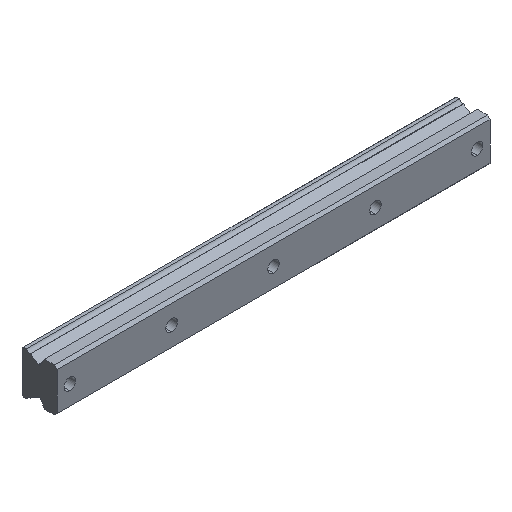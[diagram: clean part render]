
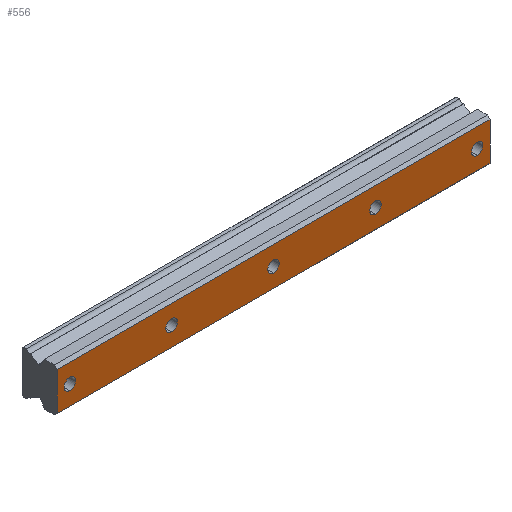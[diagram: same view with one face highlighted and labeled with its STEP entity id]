
A CAD part, isometric view. The second image highlights one B-rep face of the part: STEP entity #556.
In plain terms, the highlighted planar face has unit normal (0, -1, 0).
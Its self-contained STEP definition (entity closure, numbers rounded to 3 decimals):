
#4 = DIRECTION ( 'NONE',  ( 0., -1., 0. ) ) ;
#15 = AXIS2_PLACEMENT_3D ( 'NONE', #1034, #388, #1415 ) ;
#21 = CARTESIAN_POINT ( 'NONE',  ( 240., 0., 0. ) ) ;
#29 = DIRECTION ( 'NONE',  ( 0., 0., 1. ) ) ;
#30 = EDGE_LOOP ( 'NONE', ( #174, #669 ) ) ;
#40 = EDGE_CURVE ( 'NONE', #769, #1567, #1048, .T. ) ;
#51 = EDGE_LOOP ( 'NONE', ( #1145, #845 ) ) ;
#55 = FACE_OUTER_BOUND ( 'NONE', #172, .T. ) ;
#61 = DIRECTION ( 'NONE',  ( 0., -1., 0. ) ) ;
#77 = AXIS2_PLACEMENT_3D ( 'NONE', #293, #1059, #923 ) ;
#79 = ORIENTED_EDGE ( 'NONE', *, *, #1499, .F. ) ;
#87 = CARTESIAN_POINT ( 'NONE',  ( 330., 0., 14.95 ) ) ;
#96 = DIRECTION ( 'NONE',  ( 0., 0., 1. ) ) ;
#102 = AXIS2_PLACEMENT_3D ( 'NONE', #1677, #874, #96 ) ;
#133 = CIRCLE ( 'NONE', #1243, 4.5 ) ;
#164 = DIRECTION ( 'NONE',  ( 0., 1., 0. ) ) ;
#172 = EDGE_LOOP ( 'NONE', ( #550, #1011, #779, #1094 ) ) ;
#174 = ORIENTED_EDGE ( 'NONE', *, *, #1403, .F. ) ;
#176 = CARTESIAN_POINT ( 'NONE',  ( 330., 0., 14.95 ) ) ;
#180 = CARTESIAN_POINT ( 'NONE',  ( 160., 0., -4.5 ) ) ;
#217 = DIRECTION ( 'NONE',  ( 0., 0., 1. ) ) ;
#237 = EDGE_LOOP ( 'NONE', ( #903, #736 ) ) ;
#245 = DIRECTION ( 'NONE',  ( 0., 0., -1. ) ) ;
#258 = VERTEX_POINT ( 'NONE', #1144 ) ;
#278 = DIRECTION ( 'NONE',  ( 0., 0., 1. ) ) ;
#287 = FACE_BOUND ( 'NONE', #30, .T. ) ;
#293 = CARTESIAN_POINT ( 'NONE',  ( 320., 0., 0. ) ) ;
#299 = PLANE ( 'NONE',  #1103 ) ;
#342 = LINE ( 'NONE', #1515, #1422 ) ;
#363 = CARTESIAN_POINT ( 'NONE',  ( 320., 0., -4.5 ) ) ;
#382 = VERTEX_POINT ( 'NONE', #1033 ) ;
#388 = DIRECTION ( 'NONE',  ( 0., -1., 0. ) ) ;
#412 = DIRECTION ( 'NONE',  ( 0., -1., 0. ) ) ;
#419 = LINE ( 'NONE', #800, #653 ) ;
#443 = CARTESIAN_POINT ( 'NONE',  ( 320., 0., 4.5 ) ) ;
#460 = ORIENTED_EDGE ( 'NONE', *, *, #40, .F. ) ;
#476 = VERTEX_POINT ( 'NONE', #1220 ) ;
#497 = CARTESIAN_POINT ( 'NONE',  ( 0., 0., 4.5 ) ) ;
#513 = EDGE_CURVE ( 'NONE', #476, #859, #571, .T. ) ;
#550 = ORIENTED_EDGE ( 'NONE', *, *, #1408, .F. ) ;
#556 = ADVANCED_FACE ( 'NONE', ( #55, #1452, #691, #287, #1061, #1573 ), #299, .F. ) ;
#558 = CARTESIAN_POINT ( 'NONE',  ( 80., 0., -4.5 ) ) ;
#569 = DIRECTION ( 'NONE',  ( 0., 0., 1. ) ) ;
#570 = CIRCLE ( 'NONE', #1369, 4.5 ) ;
#571 = LINE ( 'NONE', #176, #1316 ) ;
#585 = CARTESIAN_POINT ( 'NONE',  ( 0., 0., 0. ) ) ;
#591 = CARTESIAN_POINT ( 'NONE',  ( 240., 0., 4.5 ) ) ;
#601 = CIRCLE ( 'NONE', #77, 4.5 ) ;
#625 = VECTOR ( 'NONE', #245, 1000. ) ;
#653 = VECTOR ( 'NONE', #1306, 1000. ) ;
#660 = CARTESIAN_POINT ( 'NONE',  ( 0., 0., 0. ) ) ;
#669 = ORIENTED_EDGE ( 'NONE', *, *, #1659, .F. ) ;
#682 = AXIS2_PLACEMENT_3D ( 'NONE', #585, #824, #1331 ) ;
#684 = DIRECTION ( 'NONE',  ( 0., 0., 1. ) ) ;
#691 = FACE_BOUND ( 'NONE', #237, .T. ) ;
#694 = VERTEX_POINT ( 'NONE', #591 ) ;
#708 = CARTESIAN_POINT ( 'NONE',  ( 320., 0., 0. ) ) ;
#715 = VERTEX_POINT ( 'NONE', #443 ) ;
#736 = ORIENTED_EDGE ( 'NONE', *, *, #1459, .F. ) ;
#737 = DIRECTION ( 'NONE',  ( 0., 0., 1. ) ) ;
#751 = VERTEX_POINT ( 'NONE', #837 ) ;
#760 = AXIS2_PLACEMENT_3D ( 'NONE', #708, #1242, #1494 ) ;
#763 = VERTEX_POINT ( 'NONE', #180 ) ;
#769 = VERTEX_POINT ( 'NONE', #558 ) ;
#779 = ORIENTED_EDGE ( 'NONE', *, *, #513, .F. ) ;
#800 = CARTESIAN_POINT ( 'NONE',  ( 330., 0., -14.95 ) ) ;
#808 = CARTESIAN_POINT ( 'NONE',  ( 330., 0., 14.95 ) ) ;
#815 = CIRCLE ( 'NONE', #102, 4.5 ) ;
#824 = DIRECTION ( 'NONE',  ( 0., -1., 0. ) ) ;
#837 = CARTESIAN_POINT ( 'NONE',  ( 160., 0., 4.5 ) ) ;
#845 = ORIENTED_EDGE ( 'NONE', *, *, #1649, .F. ) ;
#852 = CARTESIAN_POINT ( 'NONE',  ( 330., 0., 14.95 ) ) ;
#856 = EDGE_CURVE ( 'NONE', #382, #476, #342, .T. ) ;
#859 = VERTEX_POINT ( 'NONE', #852 ) ;
#869 = AXIS2_PLACEMENT_3D ( 'NONE', #993, #1500, #217 ) ;
#874 = DIRECTION ( 'NONE',  ( 0., -1., 0. ) ) ;
#903 = ORIENTED_EDGE ( 'NONE', *, *, #1667, .F. ) ;
#920 = CIRCLE ( 'NONE', #682, 4.5 ) ;
#923 = DIRECTION ( 'NONE',  ( 0., 0., 1. ) ) ;
#939 = VERTEX_POINT ( 'NONE', #363 ) ;
#993 = CARTESIAN_POINT ( 'NONE',  ( 160., 0., 0. ) ) ;
#1001 = LINE ( 'NONE', #87, #625 ) ;
#1011 = ORIENTED_EDGE ( 'NONE', *, *, #1557, .F. ) ;
#1025 = AXIS2_PLACEMENT_3D ( 'NONE', #660, #4, #1276 ) ;
#1029 = CARTESIAN_POINT ( 'NONE',  ( 0., 0., -4.5 ) ) ;
#1033 = CARTESIAN_POINT ( 'NONE',  ( -10., 0., -14.95 ) ) ;
#1034 = CARTESIAN_POINT ( 'NONE',  ( 80., 0., 0. ) ) ;
#1043 = VERTEX_POINT ( 'NONE', #1029 ) ;
#1048 = CIRCLE ( 'NONE', #15, 4.5 ) ;
#1059 = DIRECTION ( 'NONE',  ( 0., -1., 0. ) ) ;
#1061 = FACE_BOUND ( 'NONE', #51, .T. ) ;
#1066 = DIRECTION ( 'NONE',  ( 1., 0., 0. ) ) ;
#1094 = ORIENTED_EDGE ( 'NONE', *, *, #856, .F. ) ;
#1103 = AXIS2_PLACEMENT_3D ( 'NONE', #808, #164, #684 ) ;
#1111 = CIRCLE ( 'NONE', #1320, 4.5 ) ;
#1134 = EDGE_CURVE ( 'NONE', #1043, #1293, #1675, .T. ) ;
#1144 = CARTESIAN_POINT ( 'NONE',  ( 330., 0., -14.95 ) ) ;
#1145 = ORIENTED_EDGE ( 'NONE', *, *, #1463, .F. ) ;
#1147 = VERTEX_POINT ( 'NONE', #1301 ) ;
#1167 = CIRCLE ( 'NONE', #869, 4.5 ) ;
#1220 = CARTESIAN_POINT ( 'NONE',  ( -10., 0., 14.95 ) ) ;
#1226 = CARTESIAN_POINT ( 'NONE',  ( 160., 0., 0. ) ) ;
#1236 = ORIENTED_EDGE ( 'NONE', *, *, #1134, .F. ) ;
#1242 = DIRECTION ( 'NONE',  ( 0., -1., 0. ) ) ;
#1243 = AXIS2_PLACEMENT_3D ( 'NONE', #1226, #61, #569 ) ;
#1250 = ORIENTED_EDGE ( 'NONE', *, *, #1278, .F. ) ;
#1265 = CIRCLE ( 'NONE', #760, 4.5 ) ;
#1276 = DIRECTION ( 'NONE',  ( 0., 0., 1. ) ) ;
#1278 = EDGE_CURVE ( 'NONE', #1567, #769, #815, .T. ) ;
#1288 = EDGE_LOOP ( 'NONE', ( #79, #1236 ) ) ;
#1293 = VERTEX_POINT ( 'NONE', #497 ) ;
#1301 = CARTESIAN_POINT ( 'NONE',  ( 240., 0., -4.5 ) ) ;
#1306 = DIRECTION ( 'NONE',  ( -1., 0., 0. ) ) ;
#1316 = VECTOR ( 'NONE', #1066, 1000. ) ;
#1320 = AXIS2_PLACEMENT_3D ( 'NONE', #1571, #412, #29 ) ;
#1331 = DIRECTION ( 'NONE',  ( 0., 0., 1. ) ) ;
#1369 = AXIS2_PLACEMENT_3D ( 'NONE', #21, #1433, #278 ) ;
#1393 = CARTESIAN_POINT ( 'NONE',  ( 80., 0., 4.5 ) ) ;
#1403 = EDGE_CURVE ( 'NONE', #694, #1147, #570, .T. ) ;
#1408 = EDGE_CURVE ( 'NONE', #258, #382, #419, .T. ) ;
#1415 = DIRECTION ( 'NONE',  ( 0., 0., 1. ) ) ;
#1422 = VECTOR ( 'NONE', #737, 1000. ) ;
#1433 = DIRECTION ( 'NONE',  ( 0., -1., 0. ) ) ;
#1447 = EDGE_LOOP ( 'NONE', ( #1250, #460 ) ) ;
#1452 = FACE_BOUND ( 'NONE', #1288, .T. ) ;
#1459 = EDGE_CURVE ( 'NONE', #939, #715, #1265, .T. ) ;
#1463 = EDGE_CURVE ( 'NONE', #751, #763, #133, .T. ) ;
#1494 = DIRECTION ( 'NONE',  ( 0., 0., 1. ) ) ;
#1499 = EDGE_CURVE ( 'NONE', #1293, #1043, #920, .T. ) ;
#1500 = DIRECTION ( 'NONE',  ( 0., -1., 0. ) ) ;
#1515 = CARTESIAN_POINT ( 'NONE',  ( -10., 0., 14.95 ) ) ;
#1557 = EDGE_CURVE ( 'NONE', #859, #258, #1001, .T. ) ;
#1567 = VERTEX_POINT ( 'NONE', #1393 ) ;
#1571 = CARTESIAN_POINT ( 'NONE',  ( 240., 0., 0. ) ) ;
#1573 = FACE_BOUND ( 'NONE', #1447, .T. ) ;
#1649 = EDGE_CURVE ( 'NONE', #763, #751, #1167, .T. ) ;
#1659 = EDGE_CURVE ( 'NONE', #1147, #694, #1111, .T. ) ;
#1667 = EDGE_CURVE ( 'NONE', #715, #939, #601, .T. ) ;
#1675 = CIRCLE ( 'NONE', #1025, 4.5 ) ;
#1677 = CARTESIAN_POINT ( 'NONE',  ( 80., 0., 0. ) ) ;
